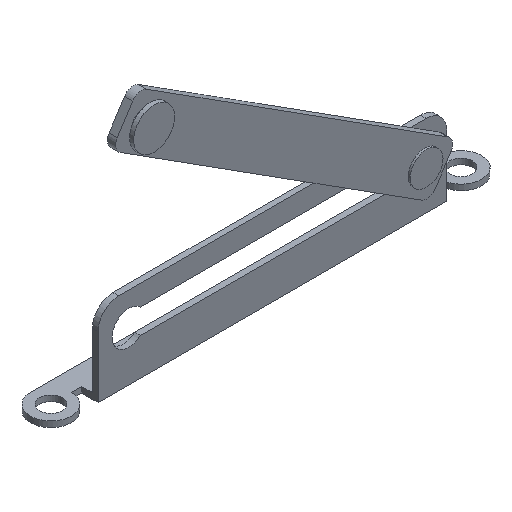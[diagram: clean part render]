
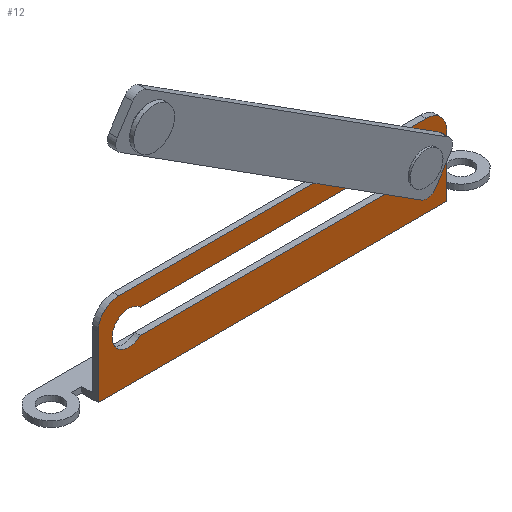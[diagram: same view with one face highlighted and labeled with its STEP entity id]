
A CAD part, isometric view. The second image highlights one B-rep face of the part: STEP entity #12.
In plain terms, the highlighted planar face has unit normal (0, -1, 0).
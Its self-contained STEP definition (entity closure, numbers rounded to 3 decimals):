
#8 = DIRECTION ( 'NONE',  ( 0., 0., 1. ) ) ;
#12 = ADVANCED_FACE ( 'NONE', ( #1006, #1105 ), #1241, .F. ) ;
#40 = VECTOR ( 'NONE', #1236, 1000. ) ;
#60 = ORIENTED_EDGE ( 'NONE', *, *, #503, .T. ) ;
#66 = CARTESIAN_POINT ( 'NONE',  ( 37.5, -4.5, 20. ) ) ;
#68 = EDGE_CURVE ( 'NONE', #958, #836, #866, .T. ) ;
#87 = ORIENTED_EDGE ( 'NONE', *, *, #174, .F. ) ;
#95 = VERTEX_POINT ( 'NONE', #274 ) ;
#111 = CARTESIAN_POINT ( 'NONE',  ( -32.205, -4.5, 15. ) ) ;
#117 = EDGE_CURVE ( 'NONE', #958, #224, #272, .T. ) ;
#120 = AXIS2_PLACEMENT_3D ( 'NONE', #1017, #662, #631 ) ;
#121 = CIRCLE ( 'NONE', #435, 4.1 ) ;
#128 = EDGE_CURVE ( 'NONE', #852, #1500, #121, .T. ) ;
#146 = DIRECTION ( 'NONE',  ( 0., 0., 1. ) ) ;
#155 = CARTESIAN_POINT ( 'NONE',  ( 55., -4.5, 1.4 ) ) ;
#174 = EDGE_CURVE ( 'NONE', #1465, #224, #490, .T. ) ;
#224 = VERTEX_POINT ( 'NONE', #66 ) ;
#258 = ORIENTED_EDGE ( 'NONE', *, *, #128, .F. ) ;
#272 = CIRCLE ( 'NONE', #1042, 5. ) ;
#273 = AXIS2_PLACEMENT_3D ( 'NONE', #1426, #722, #474 ) ;
#274 = CARTESIAN_POINT ( 'NONE',  ( 32.205, -4.5, 15. ) ) ;
#317 = ORIENTED_EDGE ( 'NONE', *, *, #68, .F. ) ;
#339 = CARTESIAN_POINT ( 'NONE',  ( -32.205, -4.5, 9. ) ) ;
#355 = CIRCLE ( 'NONE', #273, 5. ) ;
#385 = CARTESIAN_POINT ( 'NONE',  ( -42.5, -4.5, 20. ) ) ;
#435 = AXIS2_PLACEMENT_3D ( 'NONE', #1121, #645, #8 ) ;
#465 = CARTESIAN_POINT ( 'NONE',  ( 55., -4.5, 0. ) ) ;
#474 = DIRECTION ( 'NONE',  ( 0., 0., 1. ) ) ;
#490 = LINE ( 'NONE', #385, #1168 ) ;
#492 = EDGE_CURVE ( 'NONE', #1500, #647, #707, .T. ) ;
#497 = VECTOR ( 'NONE', #1282, 1000. ) ;
#503 = EDGE_CURVE ( 'NONE', #1489, #836, #697, .T. ) ;
#504 = DIRECTION ( 'NONE',  ( 0., -1., 0. ) ) ;
#518 = VERTEX_POINT ( 'NONE', #1441 ) ;
#529 = ORIENTED_EDGE ( 'NONE', *, *, #1312, .T. ) ;
#530 = CARTESIAN_POINT ( 'NONE',  ( 42.5, -4.5, 15. ) ) ;
#602 = CARTESIAN_POINT ( 'NONE',  ( -35., -4.5, 9. ) ) ;
#623 = EDGE_CURVE ( 'NONE', #1465, #518, #355, .T. ) ;
#631 = DIRECTION ( 'NONE',  ( 0., 0., 1. ) ) ;
#645 = DIRECTION ( 'NONE',  ( 0., -1., 0. ) ) ;
#647 = VERTEX_POINT ( 'NONE', #1558 ) ;
#662 = DIRECTION ( 'NONE',  ( 0., -1., 0. ) ) ;
#679 = EDGE_LOOP ( 'NONE', ( #1051, #258, #1391, #856 ) ) ;
#697 = LINE ( 'NONE', #465, #1115 ) ;
#707 = LINE ( 'NONE', #602, #862 ) ;
#722 = DIRECTION ( 'NONE',  ( 0., -1., 0. ) ) ;
#750 = CARTESIAN_POINT ( 'NONE',  ( -42.5, -4.5, 20. ) ) ;
#809 = CARTESIAN_POINT ( 'NONE',  ( -35., -4.5, 15. ) ) ;
#836 = VERTEX_POINT ( 'NONE', #1090 ) ;
#852 = VERTEX_POINT ( 'NONE', #111 ) ;
#856 = ORIENTED_EDGE ( 'NONE', *, *, #993, .F. ) ;
#859 = DIRECTION ( 'NONE',  ( 0., 1., 0. ) ) ;
#860 = CIRCLE ( 'NONE', #120, 4.1 ) ;
#862 = VECTOR ( 'NONE', #1300, 1000. ) ;
#866 = LINE ( 'NONE', #1253, #1536 ) ;
#887 = CARTESIAN_POINT ( 'NONE',  ( 37.5, -4.5, 15. ) ) ;
#926 = CARTESIAN_POINT ( 'NONE',  ( -42.5, -4.5, 0. ) ) ;
#948 = DIRECTION ( 'NONE',  ( 1., 0., 0. ) ) ;
#958 = VERTEX_POINT ( 'NONE', #530 ) ;
#986 = DIRECTION ( 'NONE',  ( 0., 0., 1. ) ) ;
#993 = EDGE_CURVE ( 'NONE', #647, #95, #860, .T. ) ;
#1006 = FACE_BOUND ( 'NONE', #679, .T. ) ;
#1017 = CARTESIAN_POINT ( 'NONE',  ( 35., -4.5, 12. ) ) ;
#1042 = AXIS2_PLACEMENT_3D ( 'NONE', #887, #504, #986 ) ;
#1051 = ORIENTED_EDGE ( 'NONE', *, *, #492, .F. ) ;
#1090 = CARTESIAN_POINT ( 'NONE',  ( 42.5, -4.5, 0. ) ) ;
#1105 = FACE_OUTER_BOUND ( 'NONE', #1546, .T. ) ;
#1115 = VECTOR ( 'NONE', #948, 1000. ) ;
#1121 = CARTESIAN_POINT ( 'NONE',  ( -35., -4.5, 12. ) ) ;
#1126 = EDGE_CURVE ( 'NONE', #95, #852, #1161, .T. ) ;
#1145 = AXIS2_PLACEMENT_3D ( 'NONE', #155, #859, #146 ) ;
#1159 = CARTESIAN_POINT ( 'NONE',  ( -37.5, -4.5, 20. ) ) ;
#1161 = LINE ( 'NONE', #809, #497 ) ;
#1168 = VECTOR ( 'NONE', #1358, 1000. ) ;
#1184 = ORIENTED_EDGE ( 'NONE', *, *, #117, .T. ) ;
#1236 = DIRECTION ( 'NONE',  ( 0., 0., -1. ) ) ;
#1241 = PLANE ( 'NONE',  #1145 ) ;
#1253 = CARTESIAN_POINT ( 'NONE',  ( 42.5, -4.5, 20. ) ) ;
#1282 = DIRECTION ( 'NONE',  ( -1., 0., 0. ) ) ;
#1284 = ORIENTED_EDGE ( 'NONE', *, *, #623, .T. ) ;
#1300 = DIRECTION ( 'NONE',  ( 1., 0., 0. ) ) ;
#1312 = EDGE_CURVE ( 'NONE', #518, #1489, #1372, .T. ) ;
#1358 = DIRECTION ( 'NONE',  ( 1., 0., 0. ) ) ;
#1372 = LINE ( 'NONE', #750, #40 ) ;
#1391 = ORIENTED_EDGE ( 'NONE', *, *, #1126, .F. ) ;
#1426 = CARTESIAN_POINT ( 'NONE',  ( -37.5, -4.5, 15. ) ) ;
#1441 = CARTESIAN_POINT ( 'NONE',  ( -42.5, -4.5, 15. ) ) ;
#1465 = VERTEX_POINT ( 'NONE', #1159 ) ;
#1489 = VERTEX_POINT ( 'NONE', #926 ) ;
#1498 = DIRECTION ( 'NONE',  ( 0., 0., -1. ) ) ;
#1500 = VERTEX_POINT ( 'NONE', #339 ) ;
#1536 = VECTOR ( 'NONE', #1498, 1000. ) ;
#1546 = EDGE_LOOP ( 'NONE', ( #529, #60, #317, #1184, #87, #1284 ) ) ;
#1558 = CARTESIAN_POINT ( 'NONE',  ( 32.205, -4.5, 9. ) ) ;
